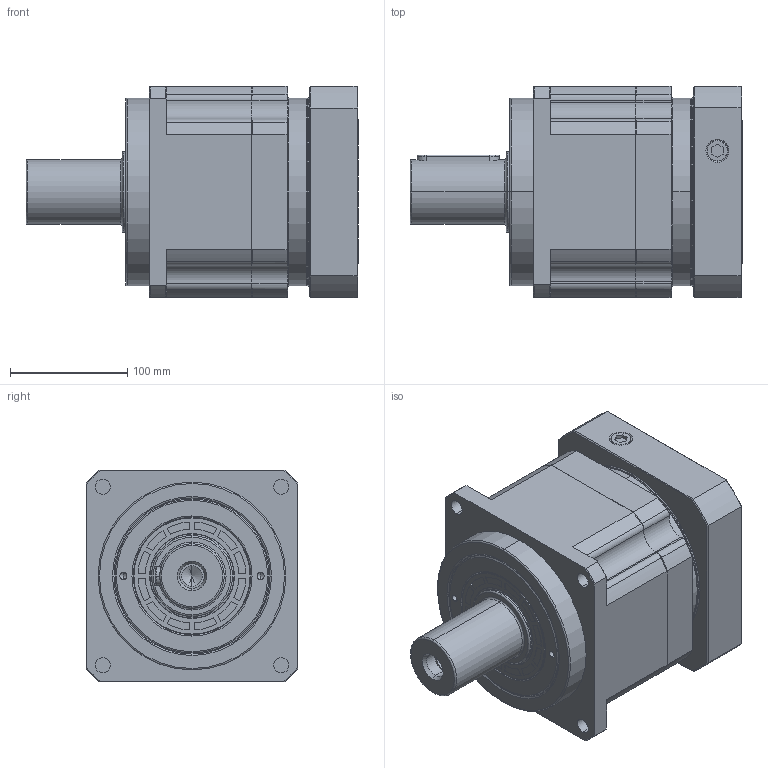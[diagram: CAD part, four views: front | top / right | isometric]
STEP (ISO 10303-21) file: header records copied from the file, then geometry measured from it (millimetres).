
FILE_DESCRIPTION (( 'STEP AP214' ), '1' );
FILE_NAME ('FAB180D-L1-S2-35-114.3-200-M12-82.STEP', '2022-03-22T06:20:34', ( '微软用户' ), ( '微软中国' ), 'SwSTEP 2.0', 'SolidWorks 2016', '' );
FILE_SCHEMA (( 'AUTOMOTIVE_DESIGN' ));
Length unit declared in the file: millimetre
Products named in the file (14): FAB180D-L1-S2-35-114.3-200-M12-82; 蚐猾70X100X10; 囀鞠褒踡隅蹟隊M20X16; 怀堤俴陎殤FAB180D; M12-25; 输入端壳体FAB180D; M10-20樓粟菜; 输入轴锁紧环49X96X22; 隅弇覃淕杶FAB180D; 输入轴FAB180-42; 输入法兰FAB180D-114.3X43.5XM12; 输入轴调整套42-35; 输出内齿圈壳体FAB180; A倰す瑩16X70
Assembly tree (23 placements, depth 2):
  FAB180D-L1-S2-35-114.3-200-M12-82
    输出内齿圈壳体FAB180
    隅弇覃淕杶FAB180D
    蚐猾70X100X10
    怀堤俴陎殤FAB180D
    A倰す瑩16X70
    输入端壳体FAB180D
    M10-20樓粟菜  x11
    输入法兰FAB180D-114.3X43.5XM12
    输入轴FAB180-42
    输入轴锁紧环49X96X22
    M12-25
    囀鞠褒踡隅蹟隊M20X16
    输入轴调整套42-35
Bounding box: 283 x 180 x 180 mm (x, y, z)
Volume: 5368701.4 mm3; surface area: 532057.1 mm2
Topology: 12 solids, 34 shells, 961 faces, 2287 edges, 1439 vertices
Faces by surface type: cylinder 402, plane 309, cone 154, torus 96
Entity records: 21453 total; most frequent: CARTESIAN_POINT 4387, DIRECTION 3677, ORIENTED_EDGE 3170, EDGE_CURVE 1589, AXIS2_PLACEMENT_3D 1525, VERTEX_POINT 1009, CIRCLE 817, EDGE_LOOP 799
